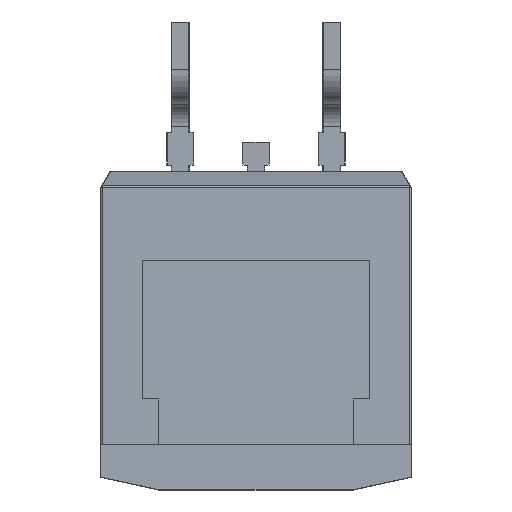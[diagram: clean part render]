
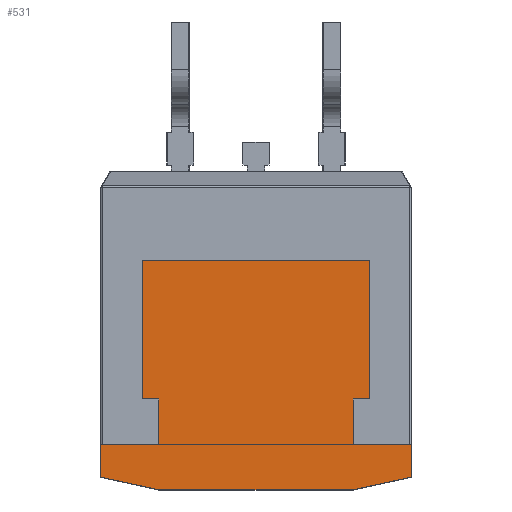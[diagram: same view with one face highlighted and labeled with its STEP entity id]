
A CAD part, front view. The second image highlights one B-rep face of the part: STEP entity #531.
In plain terms, the highlighted planar face has unit normal (0, -1, 0).
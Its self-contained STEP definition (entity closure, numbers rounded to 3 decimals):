
#177 = VECTOR ( 'NONE', #9082, 1000. ) ;
#249 = LINE ( 'NONE', #9156, #11019 ) ;
#252 = EDGE_CURVE ( 'NONE', #6403, #2685, #7989, .T. ) ;
#304 = EDGE_CURVE ( 'NONE', #12032, #3930, #8138, .T. ) ;
#516 = VECTOR ( 'NONE', #13134, 1000. ) ;
#531 = ADVANCED_FACE ( 'NONE', ( #11481 ), #5433, .T. ) ;
#721 = CARTESIAN_POINT ( 'NONE',  ( 3.249, -0.001, -6.089 ) ) ;
#722 = LINE ( 'NONE', #3901, #8718 ) ;
#758 = CARTESIAN_POINT ( 'NONE',  ( 5.196, -0.001, -4.575 ) ) ;
#826 = EDGE_CURVE ( 'NONE', #9743, #11160, #12759, .T. ) ;
#1058 = VERTEX_POINT ( 'NONE', #5289 ) ;
#1117 = VECTOR ( 'NONE', #5234, 1000. ) ;
#1131 = CARTESIAN_POINT ( 'NONE',  ( 3.81, -0.001, -3.051 ) ) ;
#1514 = CARTESIAN_POINT ( 'NONE',  ( 3.81, -0.001, -3.051 ) ) ;
#1737 = EDGE_LOOP ( 'NONE', ( #9669, #3923, #3069, #6392, #4192, #5957, #11719, #2572, #8679, #12751, #3313, #4776, #12780, #4909 ) ) ;
#1938 = VERTEX_POINT ( 'NONE', #5663 ) ;
#2162 = CARTESIAN_POINT ( 'NONE',  ( -3.81, -0.001, 1.597 ) ) ;
#2271 = VECTOR ( 'NONE', #11045, 1000. ) ;
#2454 = AXIS2_PLACEMENT_3D ( 'NONE', #10679, #6376, #7497 ) ;
#2484 = LINE ( 'NONE', #9211, #177 ) ;
#2572 = ORIENTED_EDGE ( 'NONE', *, *, #4165, .T. ) ;
#2685 = VERTEX_POINT ( 'NONE', #9027 ) ;
#2915 = DIRECTION ( 'NONE',  ( 0., 0., 1. ) ) ;
#2956 = EDGE_CURVE ( 'NONE', #9450, #12032, #249, .T. ) ;
#3069 = ORIENTED_EDGE ( 'NONE', *, *, #5604, .T. ) ;
#3313 = ORIENTED_EDGE ( 'NONE', *, *, #8157, .T. ) ;
#3796 = VERTEX_POINT ( 'NONE', #10716 ) ;
#3848 = DIRECTION ( 'NONE',  ( -1., 0., 0. ) ) ;
#3901 = CARTESIAN_POINT ( 'NONE',  ( 5.2, -0.001, -4.575 ) ) ;
#3923 = ORIENTED_EDGE ( 'NONE', *, *, #13405, .T. ) ;
#3930 = VERTEX_POINT ( 'NONE', #1514 ) ;
#3994 = CARTESIAN_POINT ( 'NONE',  ( -3.81, -0.001, 1.597 ) ) ;
#4025 = EDGE_CURVE ( 'NONE', #9918, #1938, #7184, .T. ) ;
#4165 = EDGE_CURVE ( 'NONE', #11160, #6403, #9937, .T. ) ;
#4192 = ORIENTED_EDGE ( 'NONE', *, *, #304, .T. ) ;
#4537 = LINE ( 'NONE', #10815, #6147 ) ;
#4583 = LINE ( 'NONE', #8371, #1117 ) ;
#4616 = DIRECTION ( 'NONE',  ( 0., 0., 1. ) ) ;
#4776 = ORIENTED_EDGE ( 'NONE', *, *, #4025, .T. ) ;
#4777 = VECTOR ( 'NONE', #11125, 1000. ) ;
#4833 = CARTESIAN_POINT ( 'NONE',  ( -5.2, -0.001, -4.575 ) ) ;
#4909 = ORIENTED_EDGE ( 'NONE', *, *, #6140, .T. ) ;
#5234 = DIRECTION ( 'NONE',  ( 0.977, 0., 0.212 ) ) ;
#5289 = CARTESIAN_POINT ( 'NONE',  ( -3.249, -0.001, -6.089 ) ) ;
#5358 = LINE ( 'NONE', #4833, #8578 ) ;
#5433 = PLANE ( 'NONE',  #2454 ) ;
#5604 = EDGE_CURVE ( 'NONE', #9245, #9450, #722, .T. ) ;
#5663 = CARTESIAN_POINT ( 'NONE',  ( -5.196, -0.001, -5.666 ) ) ;
#5731 = VECTOR ( 'NONE', #12415, 1000. ) ;
#5813 = DIRECTION ( 'NONE',  ( 0., 0., -1. ) ) ;
#5957 = ORIENTED_EDGE ( 'NONE', *, *, #12841, .T. ) ;
#6140 = EDGE_CURVE ( 'NONE', #1058, #6555, #2484, .T. ) ;
#6147 = VECTOR ( 'NONE', #4616, 1000. ) ;
#6376 = DIRECTION ( 'NONE',  ( 0., -1., 0. ) ) ;
#6392 = ORIENTED_EDGE ( 'NONE', *, *, #2956, .T. ) ;
#6403 = VERTEX_POINT ( 'NONE', #8468 ) ;
#6526 = DIRECTION ( 'NONE',  ( 1., 0., 0. ) ) ;
#6555 = VERTEX_POINT ( 'NONE', #721 ) ;
#6851 = CARTESIAN_POINT ( 'NONE',  ( -3.248, -0.001, -6.089 ) ) ;
#6921 = CARTESIAN_POINT ( 'NONE',  ( 3.81, -0.001, 1.597 ) ) ;
#7184 = LINE ( 'NONE', #13348, #7501 ) ;
#7341 = VECTOR ( 'NONE', #5813, 1000. ) ;
#7497 = DIRECTION ( 'NONE',  ( 0., 0., -1. ) ) ;
#7501 = VECTOR ( 'NONE', #9160, 1000. ) ;
#7661 = EDGE_CURVE ( 'NONE', #6555, #11581, #4583, .T. ) ;
#7805 = CARTESIAN_POINT ( 'NONE',  ( 3.25, -0.001, -3.051 ) ) ;
#7953 = LINE ( 'NONE', #1131, #11890 ) ;
#7989 = LINE ( 'NONE', #9686, #11088 ) ;
#8138 = LINE ( 'NONE', #7805, #2271 ) ;
#8157 = EDGE_CURVE ( 'NONE', #3796, #9918, #5358, .T. ) ;
#8371 = CARTESIAN_POINT ( 'NONE',  ( 5.198, -0.001, -5.665 ) ) ;
#8403 = DIRECTION ( 'NONE',  ( 0., 0., 1. ) ) ;
#8468 = CARTESIAN_POINT ( 'NONE',  ( -3.81, -0.001, -3.051 ) ) ;
#8578 = VECTOR ( 'NONE', #3848, 1000. ) ;
#8679 = ORIENTED_EDGE ( 'NONE', *, *, #252, .T. ) ;
#8718 = VECTOR ( 'NONE', #11172, 1000. ) ;
#8866 = CARTESIAN_POINT ( 'NONE',  ( 5.196, -0.001, -5.666 ) ) ;
#9027 = CARTESIAN_POINT ( 'NONE',  ( -3.25, -0.001, -3.051 ) ) ;
#9082 = DIRECTION ( 'NONE',  ( 1., 0., 0. ) ) ;
#9156 = CARTESIAN_POINT ( 'NONE',  ( 3.25, -0.001, -4.575 ) ) ;
#9160 = DIRECTION ( 'NONE',  ( 0., 0., -1. ) ) ;
#9211 = CARTESIAN_POINT ( 'NONE',  ( 3.25, -0.001, -6.089 ) ) ;
#9245 = VERTEX_POINT ( 'NONE', #758 ) ;
#9450 = VERTEX_POINT ( 'NONE', #10325 ) ;
#9669 = ORIENTED_EDGE ( 'NONE', *, *, #7661, .T. ) ;
#9686 = CARTESIAN_POINT ( 'NONE',  ( -3.25, -0.001, -3.051 ) ) ;
#9743 = VERTEX_POINT ( 'NONE', #6921 ) ;
#9918 = VERTEX_POINT ( 'NONE', #13550 ) ;
#9937 = LINE ( 'NONE', #13398, #5731 ) ;
#10325 = CARTESIAN_POINT ( 'NONE',  ( 3.25, -0.001, -4.575 ) ) ;
#10679 = CARTESIAN_POINT ( 'NONE',  ( 0., -0.001, 0. ) ) ;
#10716 = CARTESIAN_POINT ( 'NONE',  ( -3.25, -0.001, -4.575 ) ) ;
#10815 = CARTESIAN_POINT ( 'NONE',  ( 5.196, -0.001, -4.575 ) ) ;
#10905 = EDGE_CURVE ( 'NONE', #1938, #1058, #13411, .T. ) ;
#11019 = VECTOR ( 'NONE', #2915, 1000. ) ;
#11045 = DIRECTION ( 'NONE',  ( 1., 0., 0. ) ) ;
#11088 = VECTOR ( 'NONE', #6526, 1000. ) ;
#11125 = DIRECTION ( 'NONE',  ( -1., 0., 0. ) ) ;
#11160 = VERTEX_POINT ( 'NONE', #2162 ) ;
#11172 = DIRECTION ( 'NONE',  ( -1., 0., 0. ) ) ;
#11201 = CARTESIAN_POINT ( 'NONE',  ( 3.25, -0.001, -3.051 ) ) ;
#11481 = FACE_OUTER_BOUND ( 'NONE', #1737, .T. ) ;
#11581 = VERTEX_POINT ( 'NONE', #8866 ) ;
#11719 = ORIENTED_EDGE ( 'NONE', *, *, #826, .T. ) ;
#11890 = VECTOR ( 'NONE', #8403, 1000. ) ;
#11954 = CARTESIAN_POINT ( 'NONE',  ( -3.25, -0.001, -4.575 ) ) ;
#12032 = VERTEX_POINT ( 'NONE', #11201 ) ;
#12415 = DIRECTION ( 'NONE',  ( 0., 0., -1. ) ) ;
#12558 = EDGE_CURVE ( 'NONE', #2685, #3796, #13360, .T. ) ;
#12751 = ORIENTED_EDGE ( 'NONE', *, *, #12558, .T. ) ;
#12759 = LINE ( 'NONE', #3994, #4777 ) ;
#12780 = ORIENTED_EDGE ( 'NONE', *, *, #10905, .T. ) ;
#12841 = EDGE_CURVE ( 'NONE', #3930, #9743, #7953, .T. ) ;
#13134 = DIRECTION ( 'NONE',  ( 0.977, 0., -0.212 ) ) ;
#13348 = CARTESIAN_POINT ( 'NONE',  ( -5.196, -0.001, -5.675 ) ) ;
#13360 = LINE ( 'NONE', #11954, #7341 ) ;
#13398 = CARTESIAN_POINT ( 'NONE',  ( -3.81, -0.001, -3.051 ) ) ;
#13405 = EDGE_CURVE ( 'NONE', #11581, #9245, #4537, .T. ) ;
#13411 = LINE ( 'NONE', #6851, #516 ) ;
#13550 = CARTESIAN_POINT ( 'NONE',  ( -5.196, -0.001, -4.575 ) ) ;
